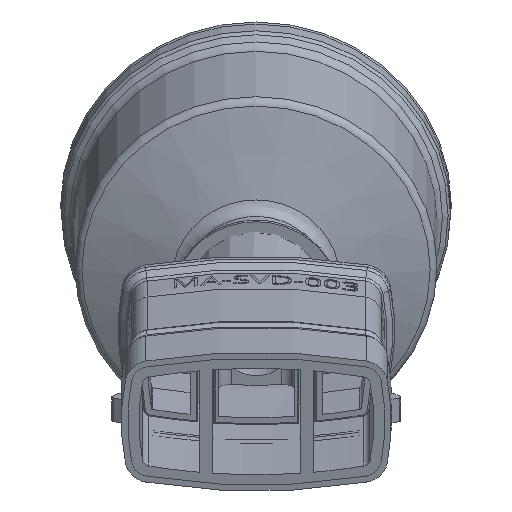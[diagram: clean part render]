
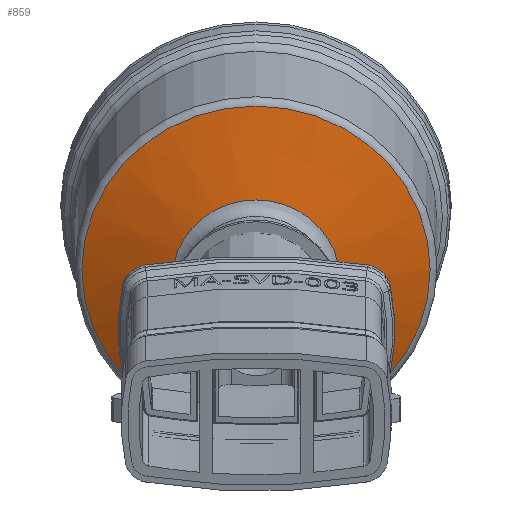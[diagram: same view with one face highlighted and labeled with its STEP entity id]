
A CAD part, front view. The second image highlights one B-rep face of the part: STEP entity #859.
In plain terms, the highlighted conical face has half-angle 74.26 degrees and reference radius 12.967 mm.
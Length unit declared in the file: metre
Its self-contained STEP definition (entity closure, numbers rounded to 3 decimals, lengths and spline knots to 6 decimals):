
#859 = ADVANCED_FACE( '', ( #1972, #1973 ), #1974, .T. );
#1972 = FACE_OUTER_BOUND( '', #3940, .T. );
#1973 = FACE_BOUND( '', #3941, .T. );
#1974 = CONICAL_SURFACE( '', #3942, 0.012967, 1.296 );
#3940 = EDGE_LOOP( '', ( #6788 ) );
#3941 = EDGE_LOOP( '', ( #6789 ) );
#3942 = AXIS2_PLACEMENT_3D( '', #6790, #6791, #6792 );
#6788 = ORIENTED_EDGE( '', *, *, #9599, .T. );
#6789 = ORIENTED_EDGE( '', *, *, #9600, .F. );
#6790 = CARTESIAN_POINT( '', ( -0.000054, 0.080945, 0.109459 ) );
#6791 = DIRECTION( '', ( 0., 0.94, 0.342 ) );
#6792 = DIRECTION( '', ( 1., 0., 0. ) );
#9599 = EDGE_CURVE( '', #11657, #11657, #11658, .T. );
#9600 = EDGE_CURVE( '', #11659, #11659, #11660, .T. );
#11657 = VERTEX_POINT( '', #15258 );
#11658 = CIRCLE( '', #15259, 0.027574 );
#11659 = VERTEX_POINT( '', #15260 );
#11660 = CIRCLE( '', #15261, 0.013233 );
#15258 = CARTESIAN_POINT( '', ( -0.027628, 0.084814, 0.110868 ) );
#15259 = AXIS2_PLACEMENT_3D( '', #17669, #17670, #17671 );
#15260 = CARTESIAN_POINT( '', ( -0.013286, 0.081016, 0.109485 ) );
#15261 = AXIS2_PLACEMENT_3D( '', #17672, #17673, #17674 );
#17669 = CARTESIAN_POINT( '', ( -0.000054, 0.084814, 0.110868 ) );
#17670 = DIRECTION( '', ( 0., -0.94, -0.342 ) );
#17671 = DIRECTION( '', ( -1., 0., 0. ) );
#17672 = CARTESIAN_POINT( '', ( -0.000054, 0.081016, 0.109485 ) );
#17673 = DIRECTION( '', ( 0., -0.94, -0.342 ) );
#17674 = DIRECTION( '', ( -1., 0., 0. ) );
